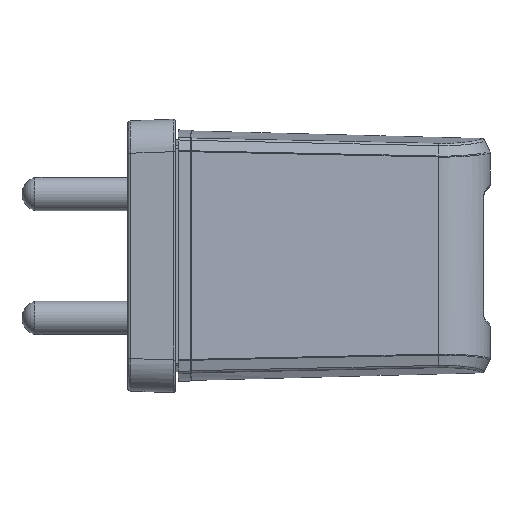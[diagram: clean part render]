
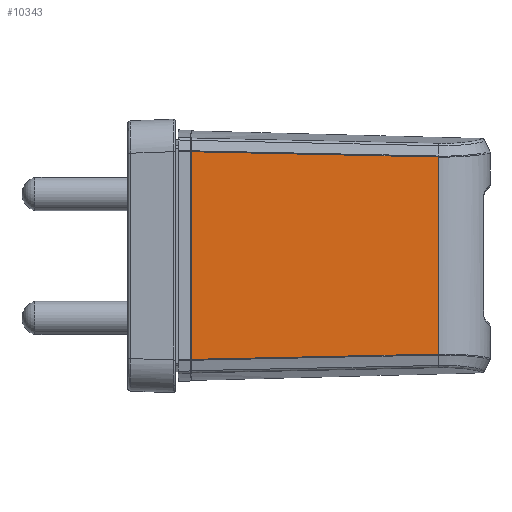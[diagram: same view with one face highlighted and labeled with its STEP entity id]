
A CAD part, top view. The second image highlights one B-rep face of the part: STEP entity #10343.
In plain terms, the highlighted planar face has unit normal (0.026, 0, 1).
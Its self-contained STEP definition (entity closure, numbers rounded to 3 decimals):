
#1248=DIRECTION('',(0.,-1.,0.));
#1249=VECTOR('',#1248,31.986);
#1250=CARTESIAN_POINT('',(-20.4,16.043,16.743));
#1251=LINE('',#1250,#1249);
#1256=CARTESIAN_POINT('',(-20.4,16.043,16.743));
#1268=CARTESIAN_POINT('',(17.615,15.231,15.748));
#1771=CARTESIAN_POINT('',(17.615,-15.131,15.748));
#1773=DIRECTION('',(0.,1.,0.));
#1774=VECTOR('',#1773,30.362);
#1775=CARTESIAN_POINT('',(17.615,-15.131,15.748));
#1776=LINE('',#1775,#1774);
#3645=DIRECTION('',(0.999,-0.021,-0.026));
#3646=VECTOR('',#3645,38.036);
#3647=CARTESIAN_POINT('',(-20.4,16.043,16.743));
#3648=LINE('',#3647,#3646);
#3649=DIRECTION('',(-0.999,-0.021,0.026));
#3650=VECTOR('',#3649,38.036);
#3651=CARTESIAN_POINT('',(17.615,-15.131,15.748));
#3652=LINE('',#3651,#3650);
#4248=VERTEX_POINT('',#1256);
#4250=CARTESIAN_POINT('',(-20.4,-15.943,
16.743));
#4251=VERTEX_POINT('',#4250);
#4255=VERTEX_POINT('',#1268);
#4326=VERTEX_POINT('',#1771);
#10331=CARTESIAN_POINT('',(-22.542,-25.,16.799));
#10332=DIRECTION('',(0.026,0.,1.));
#10333=DIRECTION('',(1.,0.,-0.026));
#10334=AXIS2_PLACEMENT_3D('',#10331,#10332,#10333);
#10335=PLANE('',#10334);
#10336=ORIENTED_EDGE('',*,*,#6080,.F.);
#10337=ORIENTED_EDGE('',*,*,#6103,.T.);
#10338=ORIENTED_EDGE('',*,*,#7119,.F.);
#10340=ORIENTED_EDGE('',*,*,#10339,.T.);
#10341=EDGE_LOOP('',(#10336,#10337,#10338,#10340));
#10342=FACE_OUTER_BOUND('',#10341,.F.);
#10343=ADVANCED_FACE('',(#10342),#10335,.T.);
#6080=EDGE_CURVE('',#4248,#4251,#1251,.T.);
#6103=EDGE_CURVE('',#4248,#4255,#3648,.T.);
#7119=EDGE_CURVE('',#4326,#4255,#1776,.T.);
#10339=EDGE_CURVE('',#4326,#4251,#3652,.T.);
